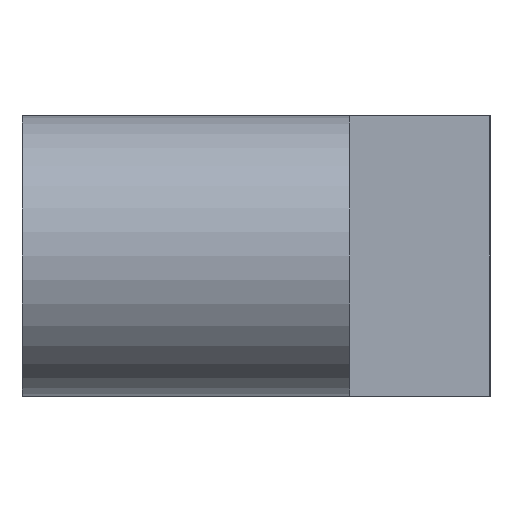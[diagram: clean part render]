
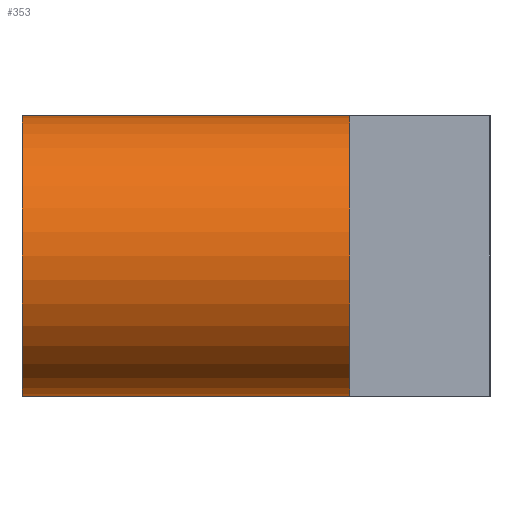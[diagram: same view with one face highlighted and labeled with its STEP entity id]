
A CAD part, left-side view. The second image highlights one B-rep face of the part: STEP entity #353.
In plain terms, the highlighted cylindrical face has radius 3 mm (diameter 6 mm), a full revolution.
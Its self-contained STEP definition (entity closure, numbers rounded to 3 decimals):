
#41=FACE_OUTER_BOUND('',#61,.T.);
#61=EDGE_LOOP('',(#249,#250,#251,#252,#253,#254,#255,#256));
#93=LINE('',#543,#121);
#94=LINE('',#547,#122);
#95=LINE('',#551,#123);
#121=VECTOR('',#434,3.);
#122=VECTOR('',#437,10.);
#123=VECTOR('',#440,10.);
#149=CIRCLE('',#389,3.);
#150=CIRCLE('',#390,3.);
#151=CIRCLE('',#391,3.);
#152=CIRCLE('',#392,3.);
#169=VERTEX_POINT('',#540);
#170=VERTEX_POINT('',#542);
#171=VERTEX_POINT('',#544);
#172=VERTEX_POINT('',#546);
#173=VERTEX_POINT('',#548);
#174=VERTEX_POINT('',#550);
#201=EDGE_CURVE('',#169,#169,#149,.T.);
#202=EDGE_CURVE('',#169,#170,#93,.T.);
#203=EDGE_CURVE('',#170,#171,#150,.T.);
#204=EDGE_CURVE('',#171,#172,#94,.T.);
#205=EDGE_CURVE('',#173,#172,#151,.T.);
#206=EDGE_CURVE('',#174,#173,#95,.T.);
#207=EDGE_CURVE('',#174,#170,#152,.T.);
#249=ORIENTED_EDGE('',*,*,#201,.F.);
#250=ORIENTED_EDGE('',*,*,#202,.T.);
#251=ORIENTED_EDGE('',*,*,#203,.T.);
#252=ORIENTED_EDGE('',*,*,#204,.T.);
#253=ORIENTED_EDGE('',*,*,#205,.F.);
#254=ORIENTED_EDGE('',*,*,#206,.F.);
#255=ORIENTED_EDGE('',*,*,#207,.T.);
#256=ORIENTED_EDGE('',*,*,#202,.F.);
#345=CYLINDRICAL_SURFACE('',#388,3.);
#353=ADVANCED_FACE('',(#41),#345,.T.);
#388=AXIS2_PLACEMENT_3D('',#539,#430,#431);
#389=AXIS2_PLACEMENT_3D('',#541,#432,#433);
#390=AXIS2_PLACEMENT_3D('',#545,#435,#436);
#391=AXIS2_PLACEMENT_3D('',#549,#438,#439);
#392=AXIS2_PLACEMENT_3D('',#552,#441,#442);
#430=DIRECTION('center_axis',(0.,1.,0.));
#431=DIRECTION('ref_axis',(1.,0.,0.));
#432=DIRECTION('center_axis',(0.,1.,0.));
#433=DIRECTION('ref_axis',(1.,0.,0.));
#434=DIRECTION('',(0.,-1.,0.));
#435=DIRECTION('center_axis',(0.,1.,0.));
#436=DIRECTION('ref_axis',(1.,0.,0.));
#437=DIRECTION('',(0.,1.,0.));
#438=DIRECTION('center_axis',(0.,-1.,0.));
#439=DIRECTION('ref_axis',(1.,0.,0.));
#440=DIRECTION('',(0.,1.,0.));
#441=DIRECTION('center_axis',(0.,1.,0.));
#442=DIRECTION('ref_axis',(1.,0.,0.));
#539=CARTESIAN_POINT('Origin',(3.,0.,-3.));
#540=CARTESIAN_POINT('',(0.,7.,-3.));
#541=CARTESIAN_POINT('Origin',(3.,7.,-3.));
#542=CARTESIAN_POINT('',(0.,0.,-3.));
#543=CARTESIAN_POINT('',(0.,0.,-3.));
#544=CARTESIAN_POINT('',(3.,0.,0.));
#545=CARTESIAN_POINT('Origin',(3.,0.,-3.));
#546=CARTESIAN_POINT('',(3.,3.,0.));
#547=CARTESIAN_POINT('',(3.,0.,0.));
#548=CARTESIAN_POINT('',(3.,3.,-6.));
#549=CARTESIAN_POINT('Origin',(3.,3.,-3.));
#550=CARTESIAN_POINT('',(3.,0.,-6.));
#551=CARTESIAN_POINT('',(3.,0.,-6.));
#552=CARTESIAN_POINT('Origin',(3.,0.,-3.));
